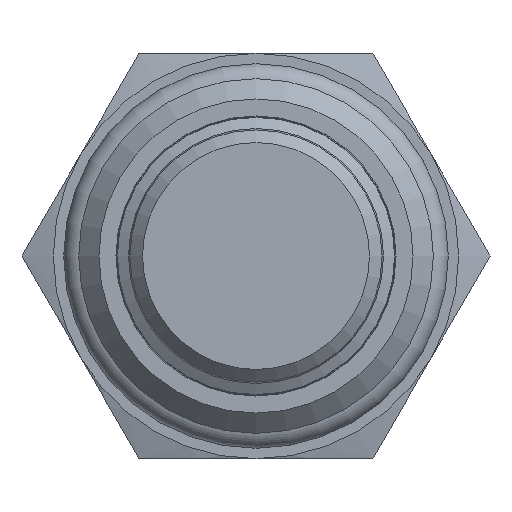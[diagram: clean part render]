
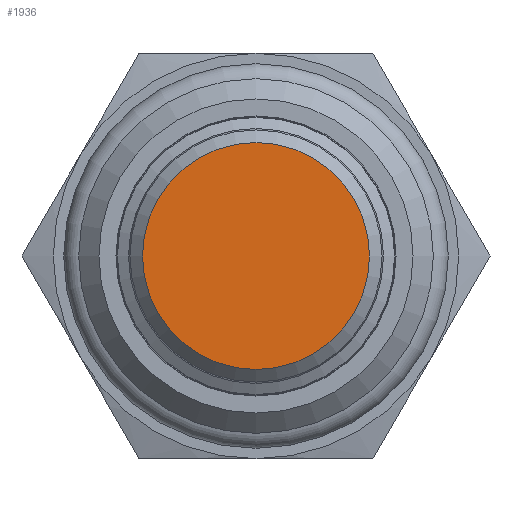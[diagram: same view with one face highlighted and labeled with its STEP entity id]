
A CAD part, front view. The second image highlights one B-rep face of the part: STEP entity #1936.
In plain terms, the highlighted planar face has unit normal (0, -1, 0).
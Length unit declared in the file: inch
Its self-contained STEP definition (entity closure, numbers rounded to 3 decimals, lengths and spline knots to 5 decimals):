
#1920=CARTESIAN_POINT('',(0.0,-3.6275,0.0));
#1921=DIRECTION('',(0.0,-1.0,0.0));
#1922=DIRECTION('',(0.0,0.0,1.0));
#1923=AXIS2_PLACEMENT_3D('',#1920,#1921,#1922);
#1924=PLANE('',#1923);
#1925=CARTESIAN_POINT('',(-0.28,-3.6275,0.));
#1926=VERTEX_POINT('',#1925);
#1927=CARTESIAN_POINT('',(0.0,-3.6275,0.0));
#1928=DIRECTION('',(0.0,1.0,0.0));
#1929=DIRECTION('',(1.0,0.0,0.0));
#1930=AXIS2_PLACEMENT_3D('',#1927,#1928,#1929);
#1931=CIRCLE('',#1930,0.28);
#1932=EDGE_CURVE('',#1926,#1926,#1931,.T.);
#1933=ORIENTED_EDGE('',*,*,#1932,.F.);
#1934=EDGE_LOOP('',(#1933));
#1935=FACE_OUTER_BOUND('',#1934,.T.);
#1936=ADVANCED_FACE('',(#1935),#1924,.T.);
